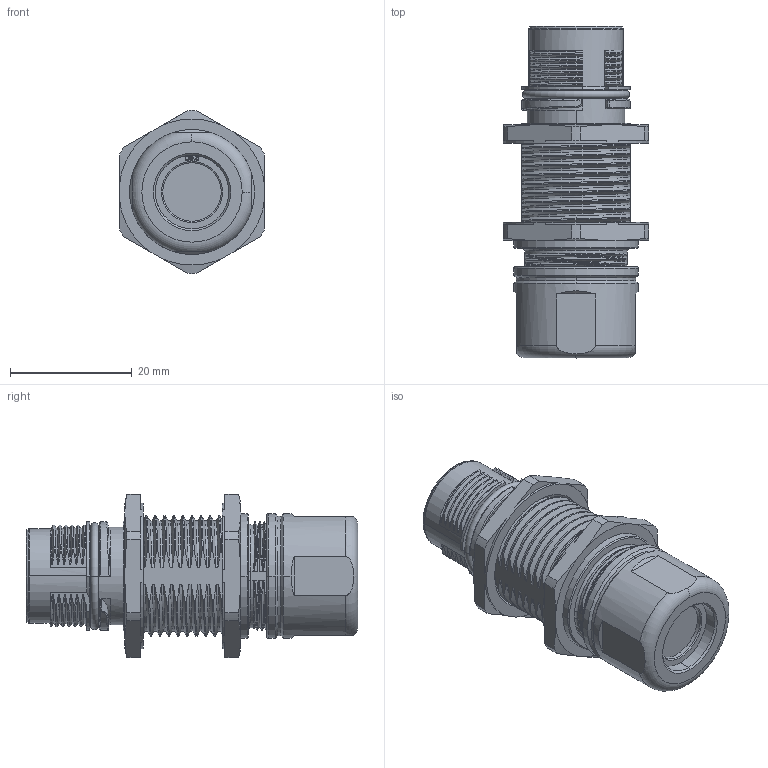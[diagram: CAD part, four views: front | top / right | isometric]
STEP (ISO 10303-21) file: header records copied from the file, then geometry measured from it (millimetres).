
FILE_DESCRIPTION((''),'2;1');
FILE_NAME('ASM0005_SW0001','2023-12-15T',('lian.chen'),(''),'PRO/ENGINEER BY PARAMETRIC TECHNOLOGY CORPORATION, 2012480','PRO/ENGINEER BY PARAMETRIC TECHNOLOGY CORPORATION, 2012480','');
FILE_SCHEMA(('CONFIG_CONTROL_DESIGN'));
Length unit declared in the file: millimetre
Products named in the file (1): ASM0005_SW0001
Bounding box: 23.9 x 54.55 x 26.8 mm (x, y, z)
Volume: 13786.4 mm3; surface area: 8594.7 mm2
Topology: 1 solids, 1 shells, 915 faces, 2633 edges, 1767 vertices
Faces by surface type: cylinder 299, plane 224, bspline 148, torus 86, cone 84, extrusion 67, sphere 7
Entity records: 40749 total; most frequent: CARTESIAN_POINT 17736, ORIENTED_EDGE 5252, DIRECTION 4226, EDGE_CURVE 2626, VERTEX_POINT 1767, AXIS2_PLACEMENT_3D 1628, EDGE_LOOP 991, VECTOR 970
